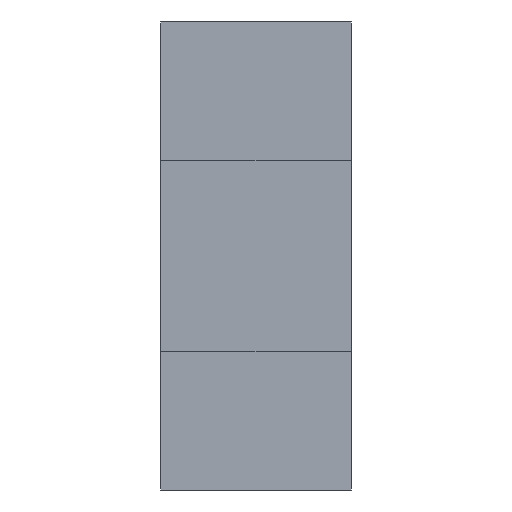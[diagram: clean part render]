
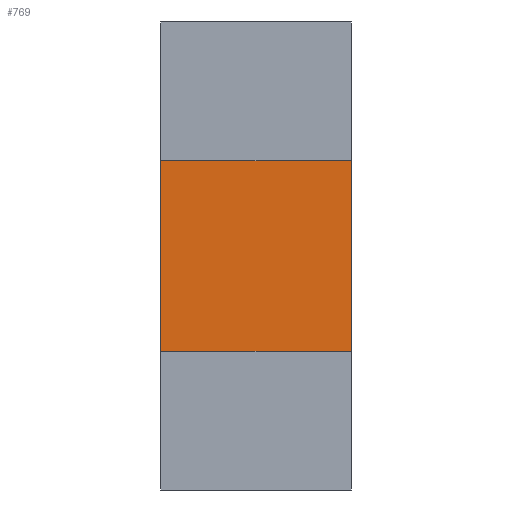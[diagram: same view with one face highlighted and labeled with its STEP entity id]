
A CAD part, front view. The second image highlights one B-rep face of the part: STEP entity #769.
In plain terms, the highlighted planar face has unit normal (0, -1, 0).
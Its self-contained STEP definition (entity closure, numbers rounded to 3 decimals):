
#131=CARTESIAN_POINT('',(-3.5,435.,-49.5));
#132=VERTEX_POINT('',#131);
#139=CARTESIAN_POINT('',(-3.5,435.,-42.5));
#140=VERTEX_POINT('',#139);
#141=CARTESIAN_POINT('',(-3.5,435.,-49.5));
#142=DIRECTION('',(0.,0.,1.));
#143=VECTOR('',#142,7.);
#144=LINE('',#141,#143);
#145=EDGE_CURVE('',#132,#140,#144,.T.);
#494=CARTESIAN_POINT('',(3.5,435.,-49.5));
#495=VERTEX_POINT('',#494);
#502=CARTESIAN_POINT('',(3.5,435.,-49.5));
#503=DIRECTION('',(-1.,-0.,0.));
#504=VECTOR('',#503,7.);
#505=LINE('',#502,#504);
#506=EDGE_CURVE('',#495,#132,#505,.T.);
#587=CARTESIAN_POINT('',(3.5,435.,-42.5));
#588=VERTEX_POINT('',#587);
#589=CARTESIAN_POINT('',(-3.5,435.,-42.5));
#590=DIRECTION('',(1.,-0.,-0.));
#591=VECTOR('',#590,7.);
#592=LINE('',#589,#591);
#593=EDGE_CURVE('',#140,#588,#592,.T.);
#718=CARTESIAN_POINT('',(3.5,435.,-49.5));
#719=DIRECTION('',(0.,0.,1.));
#720=VECTOR('',#719,7.);
#721=LINE('',#718,#720);
#722=EDGE_CURVE('',#495,#588,#721,.T.);
#758=CARTESIAN_POINT('',(0.,435.,0.));
#759=DIRECTION('',(0.,1.,0.));
#760=DIRECTION('',(0.,0.,1.));
#761=AXIS2_PLACEMENT_3D('',#758,#759,#760);
#762=PLANE('',#761);
#763=ORIENTED_EDGE('',*,*,#145,.F.);
#764=ORIENTED_EDGE('',*,*,#506,.F.);
#765=ORIENTED_EDGE('',*,*,#722,.T.);
#766=ORIENTED_EDGE('',*,*,#593,.F.);
#767=EDGE_LOOP('',(#763,#764,#765,#766));
#768=FACE_BOUND('',#767,.T.);
#769=ADVANCED_FACE('',(#768),#762,.F.);
